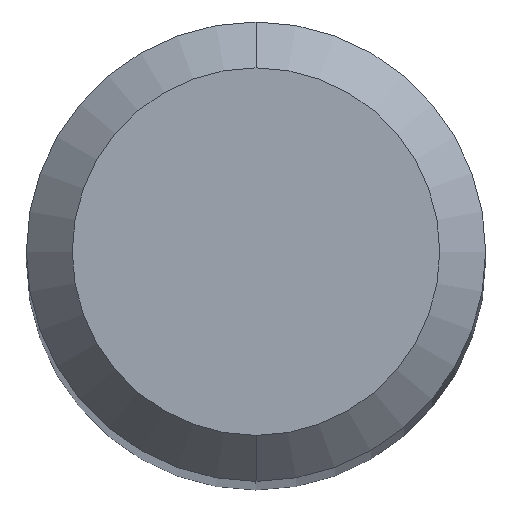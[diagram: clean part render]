
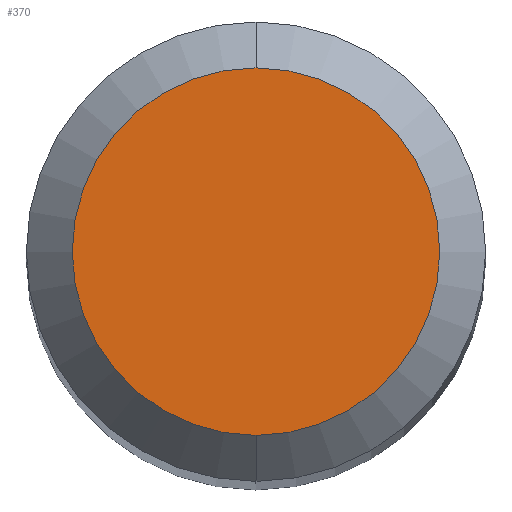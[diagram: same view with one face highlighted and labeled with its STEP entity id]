
A CAD part, top view. The second image highlights one B-rep face of the part: STEP entity #370.
In plain terms, the highlighted planar face has unit normal (0, 0, 1).
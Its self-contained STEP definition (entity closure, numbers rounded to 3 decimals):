
#8 = DIRECTION ( 'NONE',  ( 0., 1., 0. ) ) ;
#14 = CIRCLE ( 'NONE', #247, 1.2 ) ;
#22 = EDGE_LOOP ( 'NONE', ( #45, #178 ) ) ;
#45 = ORIENTED_EDGE ( 'NONE', *, *, #214, .F. ) ;
#68 = CARTESIAN_POINT ( 'NONE',  ( 0., 0., 38. ) ) ;
#70 = EDGE_CURVE ( 'NONE', #384, #215, #74, .T. ) ;
#74 = CIRCLE ( 'NONE', #295, 1.2 ) ;
#138 = CARTESIAN_POINT ( 'NONE',  ( 0., 0., 38. ) ) ;
#178 = ORIENTED_EDGE ( 'NONE', *, *, #70, .F. ) ;
#195 = PLANE ( 'NONE',  #201 ) ;
#201 = AXIS2_PLACEMENT_3D ( 'NONE', #138, #338, #411 ) ;
#202 = CARTESIAN_POINT ( 'NONE',  ( 0., -1.2, 38. ) ) ;
#214 = EDGE_CURVE ( 'NONE', #215, #384, #14, .T. ) ;
#215 = VERTEX_POINT ( 'NONE', #230 ) ;
#230 = CARTESIAN_POINT ( 'NONE',  ( 0., 1.2, 38. ) ) ;
#247 = AXIS2_PLACEMENT_3D ( 'NONE', #68, #435, #8 ) ;
#263 = DIRECTION ( 'NONE',  ( 0., 1., 0. ) ) ;
#295 = AXIS2_PLACEMENT_3D ( 'NONE', #332, #365, #263 ) ;
#332 = CARTESIAN_POINT ( 'NONE',  ( 0., 0., 38. ) ) ;
#338 = DIRECTION ( 'NONE',  ( 0., 0., -1. ) ) ;
#365 = DIRECTION ( 'NONE',  ( 0., 0., -1. ) ) ;
#370 = ADVANCED_FACE ( 'NONE', ( #372 ), #195, .F. ) ;
#372 = FACE_OUTER_BOUND ( 'NONE', #22, .T. ) ;
#384 = VERTEX_POINT ( 'NONE', #202 ) ;
#411 = DIRECTION ( 'NONE',  ( 0., 1., 0. ) ) ;
#435 = DIRECTION ( 'NONE',  ( 0., 0., -1. ) ) ;
